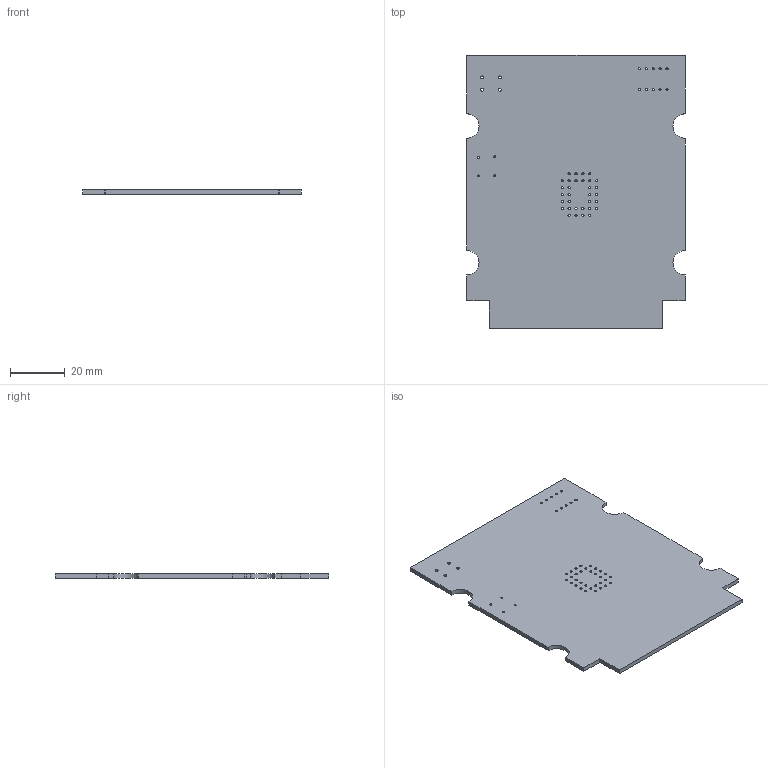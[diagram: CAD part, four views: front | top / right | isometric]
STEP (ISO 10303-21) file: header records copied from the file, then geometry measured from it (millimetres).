
FILE_DESCRIPTION(('KiCad electronic assembly'),'2;1');
FILE_NAME('p2000t-multicartridge-smd.step','2023-09-22T08:32:20',( 'Pcbnew'),('Kicad'),'Open CASCADE STEP processor 7.6', 'KiCad to STEP converter','Unknown');
FILE_SCHEMA(('AUTOMOTIVE_DESIGN { 1 0 10303 214 1 1 1 1 }'));
Length unit declared in the file: millimetre
Products named in the file (2): p2000t-multicartridge-smd 1; p2000t-multicartridge-smd PCB
Assembly tree (1 placements, depth 2):
  p2000t-multicartridge-smd 1
    p2000t-multicartridge-smd PCB
Bounding box: 80 x 100.25 x 1.6 mm (x, y, z)
Volume: 12313.8 mm3; surface area: 16207.1 mm2
Topology: 1 solids, 1 shells, 90 faces, 264 edges, 176 vertices
Faces by surface type: cylinder 54, plane 36
Full cylindrical faces by diameter (mm): 0.7 x4, 0.8 x42, 1.1 x4
Entity records: 7039 total; most frequent: CARTESIAN_POINT 1708, DIRECTION 976, LINE 576, VECTOR 576, ORIENTED_EDGE 528, PCURVE 528, DEFINITIONAL_REPRESENTATION 528, EDGE_CURVE 264
